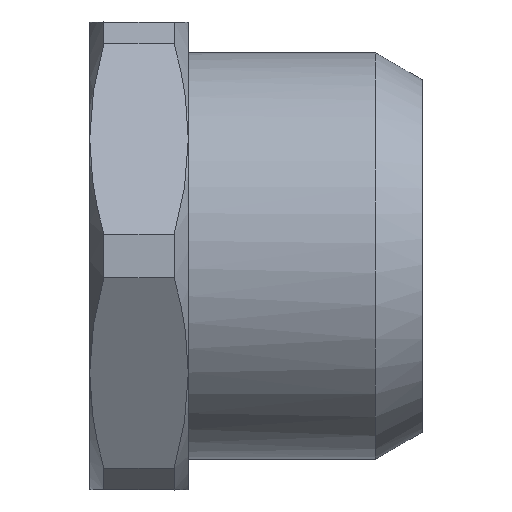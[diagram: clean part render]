
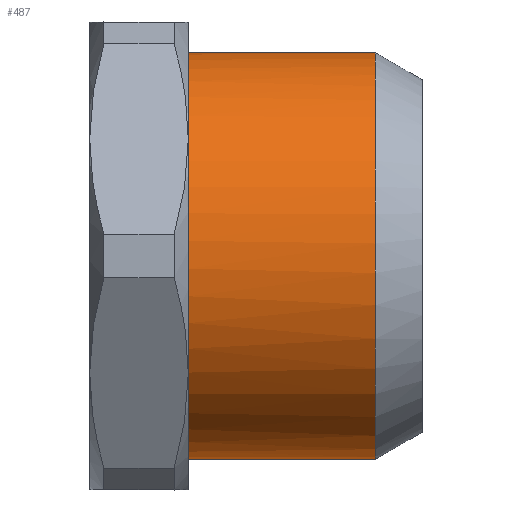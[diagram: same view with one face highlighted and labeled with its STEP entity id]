
A CAD part, left-side view. The second image highlights one B-rep face of the part: STEP entity #487.
In plain terms, the highlighted free-form (B-spline) face has degree [1, 3] with [2, 4] control points.
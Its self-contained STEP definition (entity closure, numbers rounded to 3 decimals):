
#14 =( BOUNDED_SURFACE ( )  B_SPLINE_SURFACE ( 1, 3, ( 
 ( #1535, #1419, #689, #446 ),
 ( #548, #168, #301, #833 ) ),
 .UNSPECIFIED., .F., .F., .T. ) 
 B_SPLINE_SURFACE_WITH_KNOTS ( ( 2, 2 ),
 ( 4, 4 ),
 ( 0., 1. ),
 ( 0., 1. ),
 .UNSPECIFIED. ) 
 GEOMETRIC_REPRESENTATION_ITEM ( )  RATIONAL_B_SPLINE_SURFACE ( (
 ( 1., 0.333, 0.333, 1.),
 ( 1., 0.333, 0.333, 1.) ) ) 
 REPRESENTATION_ITEM ( '' )  SURFACE ( )  );
#34 = CARTESIAN_POINT ( 'NONE',  ( 0., 1.905, 8.25 ) ) ;
#46 = EDGE_CURVE ( 'NONE', #921, #500, #1448, .T. ) ;
#81 = FACE_OUTER_BOUND ( 'NONE', #118, .T. ) ;
#82 = CARTESIAN_POINT ( 'NONE',  ( 0., 9.5, 8.25 ) ) ;
#118 = EDGE_LOOP ( 'NONE', ( #552, #1495, #918, #1033 ) ) ;
#168 = CARTESIAN_POINT ( 'NONE',  ( -16.5, 1.905, 8.25 ) ) ;
#171 = CARTESIAN_POINT ( 'NONE',  ( -5.034, 9.5, -6.559 ) ) ;
#181 = CARTESIAN_POINT ( 'NONE',  ( -8.25, 9.5, 0.542 ) ) ;
#192 = CARTESIAN_POINT ( 'NONE',  ( -3.658, 9.5, -7.415 ) ) ;
#219 = CARTESIAN_POINT ( 'NONE',  ( -2.657, 9.5, 7.829 ) ) ;
#223 = CARTESIAN_POINT ( 'NONE',  ( 0., 9.5, 8.25 ) ) ;
#236 = CARTESIAN_POINT ( 'NONE',  ( 0., 9.5, 8.25 ) ) ;
#255 = VERTEX_POINT ( 'NONE', #236 ) ;
#301 = CARTESIAN_POINT ( 'NONE',  ( -16.5, 1.905, -8.25 ) ) ;
#311 = EDGE_CURVE ( 'NONE', #500, #255, #1625, .T. ) ;
#316 = CARTESIAN_POINT ( 'NONE',  ( -8.197, 9.5, 1.078 ) ) ;
#333 = VERTEX_POINT ( 'NONE', #740 ) ;
#336 = CARTESIAN_POINT ( 'NONE',  ( -6.559, 9.5, 5.034 ) ) ;
#342 = CARTESIAN_POINT ( 'NONE',  ( -7.161, 9.5, 4.133 ) ) ;
#388 = CARTESIAN_POINT ( 'NONE',  ( 0., 1.905, -8.25 ) ) ;
#438 = CARTESIAN_POINT ( 'NONE',  ( -5.451, 9.5, -6.217 ) ) ;
#446 = CARTESIAN_POINT ( 'NONE',  ( 0., 9.5, -8.25 ) ) ;
#476 = CARTESIAN_POINT ( 'NONE',  ( -7.986, 9.5, 2.141 ) ) ;
#487 = ADVANCED_FACE ( 'NONE', ( #81 ), #14, .F. ) ;
#500 = VERTEX_POINT ( 'NONE', #34 ) ;
#543 = CARTESIAN_POINT ( 'NONE',  ( -16.5, 1.905, -8.25 ) ) ;
#548 = CARTESIAN_POINT ( 'NONE',  ( 0., 1.905, 8.25 ) ) ;
#552 = ORIENTED_EDGE ( 'NONE', *, *, #1351, .F. ) ;
#554 = CARTESIAN_POINT ( 'NONE',  ( 0., 9.5, -8.25 ) ) ;
#588 = CARTESIAN_POINT ( 'NONE',  ( -4.133, 9.5, -7.161 ) ) ;
#683 = EDGE_CURVE ( 'NONE', #333, #921, #1264, .T. ) ;
#689 = CARTESIAN_POINT ( 'NONE',  ( -16.5, 9.5, -8.25 ) ) ;
#692 = CARTESIAN_POINT ( 'NONE',  ( -8.197, 9.5, -1.078 ) ) ;
#709 = CARTESIAN_POINT ( 'NONE',  ( 0., 1.905, -8.25 ) ) ;
#720 = CARTESIAN_POINT ( 'NONE',  ( -7.161, 9.5, -4.133 ) ) ;
#740 = CARTESIAN_POINT ( 'NONE',  ( 0., 9.5, -8.25 ) ) ;
#742 = CARTESIAN_POINT ( 'NONE',  ( -3.658, 9.5, 7.415 ) ) ;
#753 = CARTESIAN_POINT ( 'NONE',  ( -7.415, 9.5, 3.658 ) ) ;
#831 = CARTESIAN_POINT ( 'NONE',  ( -7.415, 9.5, -3.658 ) ) ;
#833 = CARTESIAN_POINT ( 'NONE',  ( 0., 1.905, -8.25 ) ) ;
#844 = CARTESIAN_POINT ( 'NONE',  ( -0.542, 9.5, -8.25 ) ) ;
#918 = ORIENTED_EDGE ( 'NONE', *, *, #46, .T. ) ;
#921 = VERTEX_POINT ( 'NONE', #388 ) ;
#949 = CARTESIAN_POINT ( 'NONE',  ( -7.986, 9.5, -2.141 ) ) ;
#963 = CARTESIAN_POINT ( 'NONE',  ( -8.25, 9.5, -0.542 ) ) ;
#974 = CARTESIAN_POINT ( 'NONE',  ( 0., 9.5, -8.25 ) ) ;
#994 = CARTESIAN_POINT ( 'NONE',  ( -1.078, 9.5, 8.197 ) ) ;
#999 = CARTESIAN_POINT ( 'NONE',  ( 0., 1.905, 8.25 ) ) ;
#1033 = ORIENTED_EDGE ( 'NONE', *, *, #311, .T. ) ;
#1036 = CARTESIAN_POINT ( 'NONE',  ( 0., 1.905, -8.25 ) ) ;
#1083 = CARTESIAN_POINT ( 'NONE',  ( -7.829, 9.5, -2.657 ) ) ;
#1125 = CARTESIAN_POINT ( 'NONE',  ( -0.542, 9.5, 8.25 ) ) ;
#1194 = CARTESIAN_POINT ( 'NONE',  ( -6.217, 9.5, -5.451 ) ) ;
#1198 = CARTESIAN_POINT ( 'NONE',  ( -2.141, 9.5, -7.986 ) ) ;
#1245 = CARTESIAN_POINT ( 'NONE',  ( -5.451, 9.5, 6.217 ) ) ;
#1250 = CARTESIAN_POINT ( 'NONE',  ( -5.034, 9.5, 6.559 ) ) ;
#1264 = B_SPLINE_CURVE_WITH_KNOTS ( 'NONE', 1,
 ( #554, #709 ),
 .UNSPECIFIED., .F., .F.,
 ( 2, 2 ),
 ( -1., 0. ),
 .UNSPECIFIED. ) ;
#1291 = CARTESIAN_POINT ( 'NONE',  ( -16.5, 1.905, 8.25 ) ) ;
#1335 = CARTESIAN_POINT ( 'NONE',  ( -2.657, 9.5, -7.829 ) ) ;
#1347 = CARTESIAN_POINT ( 'NONE',  ( -1.078, 9.5, -8.197 ) ) ;
#1351 = EDGE_CURVE ( 'NONE', #333, #255, #1376, .T. ) ;
#1358 = CARTESIAN_POINT ( 'NONE',  ( -7.829, 9.5, 2.657 ) ) ;
#1365 = CARTESIAN_POINT ( 'NONE',  ( -2.141, 9.5, 7.986 ) ) ;
#1376 = B_SPLINE_CURVE_WITH_KNOTS ( 'NONE', 3,
 ( #974, #844, #1347, #1198, #1335, #192, #588, #171, #438, #1194, #1439, #720, #831, #1083, #949, #692, #963, #181, #316, #476, #1358, #753, #342, #336, #1478, #1245, #1250, #1609, #742, #219, #1365, #994, #1125, #82 ),
 .UNSPECIFIED., .F., .F.,
 ( 4, 2, 2, 2, 2, 2, 2, 2, 2, 2, 2, 2, 2, 2, 2, 2, 4 ),
 ( 0., 0.196, 0.393, 0.589, 0.785, 0.982, 1.178, 1.374, 1.571, 1.767, 1.963, 2.16, 2.356, 2.553, 2.749, 2.945, 3.142 ),
 .UNSPECIFIED. ) ;
#1406 = CARTESIAN_POINT ( 'NONE',  ( 0., 1.905, 8.25 ) ) ;
#1419 = CARTESIAN_POINT ( 'NONE',  ( -16.5, 9.5, 8.25 ) ) ;
#1439 = CARTESIAN_POINT ( 'NONE',  ( -6.559, 9.5, -5.034 ) ) ;
#1448 =( BOUNDED_CURVE ( )  B_SPLINE_CURVE ( 3, ( #1036, #543, #1291, #1406 ),
 .UNSPECIFIED., .F., .T. ) 
 B_SPLINE_CURVE_WITH_KNOTS ( ( 4, 4 ),
 ( -3.142, 0. ),
 .UNSPECIFIED. ) 
 CURVE ( )  GEOMETRIC_REPRESENTATION_ITEM ( )  RATIONAL_B_SPLINE_CURVE ( ( 1., 0.333, 0.333, 1. ) ) 
 REPRESENTATION_ITEM ( '' )  );
#1478 = CARTESIAN_POINT ( 'NONE',  ( -6.217, 9.5, 5.451 ) ) ;
#1495 = ORIENTED_EDGE ( 'NONE', *, *, #683, .T. ) ;
#1535 = CARTESIAN_POINT ( 'NONE',  ( 0., 9.5, 8.25 ) ) ;
#1609 = CARTESIAN_POINT ( 'NONE',  ( -4.133, 9.5, 7.161 ) ) ;
#1625 = B_SPLINE_CURVE_WITH_KNOTS ( 'NONE', 1,
 ( #999, #223 ),
 .UNSPECIFIED., .F., .F.,
 ( 2, 2 ),
 ( -1., 0. ),
 .UNSPECIFIED. ) ;
